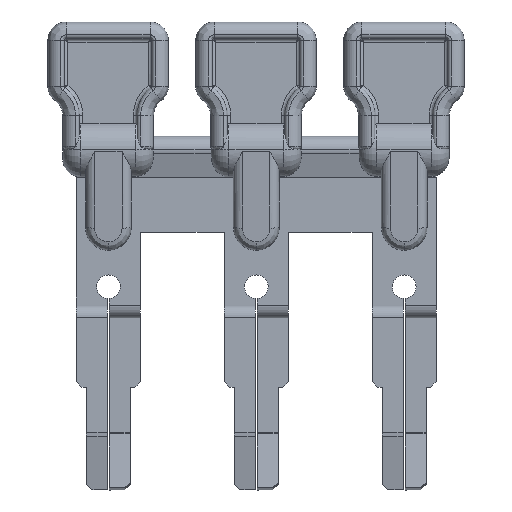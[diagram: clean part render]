
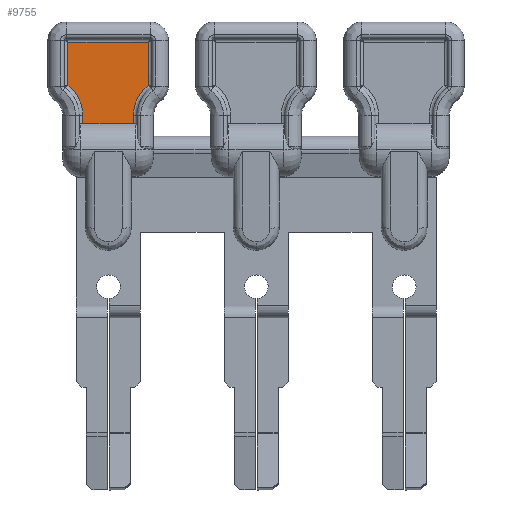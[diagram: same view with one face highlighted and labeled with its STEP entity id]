
A CAD part, top view. The second image highlights one B-rep face of the part: STEP entity #9755.
In plain terms, the highlighted planar face has unit normal (0, 0, 1).
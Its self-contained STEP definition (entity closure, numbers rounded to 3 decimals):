
#79 = VECTOR ( 'NONE', #6078, 1000. ) ;
#280 = VERTEX_POINT ( 'NONE', #7696 ) ;
#383 = EDGE_CURVE ( 'NONE', #1379, #4351, #11473, .T. ) ;
#1379 = VERTEX_POINT ( 'NONE', #12622 ) ;
#1385 = ORIENTED_EDGE ( 'NONE', *, *, #8815, .T. ) ;
#1456 = LINE ( 'NONE', #3727, #6929 ) ;
#1569 = VERTEX_POINT ( 'NONE', #18109 ) ;
#1649 = CARTESIAN_POINT ( 'NONE',  ( -117.41, 4.005, 0.8 ) ) ;
#1814 = VECTOR ( 'NONE', #12464, 1000. ) ;
#1895 = CARTESIAN_POINT ( 'NONE',  ( -116.666, 5.033, 0.8 ) ) ;
#2626 = CARTESIAN_POINT ( 'NONE',  ( -120.809, 4.834, 0.8 ) ) ;
#2765 = ORIENTED_EDGE ( 'NONE', *, *, #383, .T. ) ;
#3014 = DIRECTION ( 'NONE',  ( 0., 0., 1. ) ) ;
#3100 = CARTESIAN_POINT ( 'NONE',  ( -117.482, 3.371, 0.8 ) ) ;
#3139 = ORIENTED_EDGE ( 'NONE', *, *, #17956, .F. ) ;
#3159 = CARTESIAN_POINT ( 'NONE',  ( -116.923, 4.833, 0.8 ) ) ;
#3676 = VECTOR ( 'NONE', #15097, 1000. ) ;
#3727 = CARTESIAN_POINT ( 'NONE',  ( -115.566, 7.4, 0.8 ) ) ;
#4087 = CARTESIAN_POINT ( 'NONE',  ( -120.608, 4.588, 0.8 ) ) ;
#4273 = EDGE_LOOP ( 'NONE', ( #16670, #1385, #3139, #9266, #7130, #12229, #15724, #2765 ) ) ;
#4351 = VERTEX_POINT ( 'NONE', #8253 ) ;
#4587 = EDGE_CURVE ( 'NONE', #19015, #18086, #7901, .T. ) ;
#4794 = LINE ( 'NONE', #17528, #12155 ) ;
#4845 = VERTEX_POINT ( 'NONE', #11226 ) ;
#5186 = DIRECTION ( 'NONE',  ( -1., 0., 0. ) ) ;
#5532 = CARTESIAN_POINT ( 'NONE',  ( -120.25, 3.697, 0.8 ) ) ;
#5854 = PLANE ( 'NONE',  #14952 ) ;
#6078 = DIRECTION ( 'NONE',  ( 0., 1., 0. ) ) ;
#6337 = CARTESIAN_POINT ( 'NONE',  ( -116.666, 7.4, 0.8 ) ) ;
#6929 = VECTOR ( 'NONE', #5186, 1000. ) ;
#7130 = ORIENTED_EDGE ( 'NONE', *, *, #12340, .T. ) ;
#7291 = CARTESIAN_POINT ( 'NONE',  ( -121.066, 4., 0.8 ) ) ;
#7502 = VECTOR ( 'NONE', #7599, 1000. ) ;
#7587 = B_SPLINE_CURVE_WITH_KNOTS ( 'NONE', 3,
 ( #9886, #2626, #4087, #14369, #5532, #15830 ),
 .UNSPECIFIED., .F., .F.,
 ( 4, 2, 4 ),
 ( 0., 0.5, 1. ),
 .UNSPECIFIED. ) ;
#7599 = DIRECTION ( 'NONE',  ( 0., -1., 0. ) ) ;
#7696 = CARTESIAN_POINT ( 'NONE',  ( -117.482, 2.931, 0.8 ) ) ;
#7901 = LINE ( 'NONE', #13324, #79 ) ;
#8253 = CARTESIAN_POINT ( 'NONE',  ( -121.066, 5.033, 0.8 ) ) ;
#8815 = EDGE_CURVE ( 'NONE', #9592, #1569, #4794, .T. ) ;
#8919 = CARTESIAN_POINT ( 'NONE',  ( -117.482, 3.696, 0.8 ) ) ;
#9266 = ORIENTED_EDGE ( 'NONE', *, *, #17813, .T. ) ;
#9592 = VERTEX_POINT ( 'NONE', #9657 ) ;
#9657 = CARTESIAN_POINT ( 'NONE',  ( -120.25, 3.371, 0.8 ) ) ;
#9658 = CARTESIAN_POINT ( 'NONE',  ( -116.35, 2.931, 0.8 ) ) ;
#9755 = ADVANCED_FACE ( 'NONE', ( #18787 ), #5854, .T. ) ;
#9886 = CARTESIAN_POINT ( 'NONE',  ( -121.066, 5.033, 0.8 ) ) ;
#11226 = CARTESIAN_POINT ( 'NONE',  ( -117.482, 3.371, 0.8 ) ) ;
#11473 = LINE ( 'NONE', #7291, #7502 ) ;
#11702 = DIRECTION ( 'NONE',  ( 0., -1., 0. ) ) ;
#11921 = CARTESIAN_POINT ( 'NONE',  ( -117.124, 4.588, 0.8 ) ) ;
#12155 = VECTOR ( 'NONE', #11702, 1000. ) ;
#12229 = ORIENTED_EDGE ( 'NONE', *, *, #4587, .T. ) ;
#12340 = EDGE_CURVE ( 'NONE', #4845, #19015, #14893, .T. ) ;
#12464 = DIRECTION ( 'NONE',  ( -1., 0., 0. ) ) ;
#12622 = CARTESIAN_POINT ( 'NONE',  ( -121.066, 7.4, 0.8 ) ) ;
#13284 = DIRECTION ( 'NONE',  ( 1., 0., 0. ) ) ;
#13324 = CARTESIAN_POINT ( 'NONE',  ( -116.666, 4., 0.8 ) ) ;
#13427 = CARTESIAN_POINT ( 'NONE',  ( -116.666, 5.033, 0.8 ) ) ;
#13724 = EDGE_CURVE ( 'NONE', #18086, #1379, #1456, .T. ) ;
#14369 = CARTESIAN_POINT ( 'NONE',  ( -120.322, 4.005, 0.8 ) ) ;
#14893 = B_SPLINE_CURVE_WITH_KNOTS ( 'NONE', 3,
 ( #3100, #8919, #1649, #11921, #3159, #13427 ),
 .UNSPECIFIED., .F., .F.,
 ( 4, 2, 4 ),
 ( 0., 0.5, 1. ),
 .UNSPECIFIED. ) ;
#14952 = AXIS2_PLACEMENT_3D ( 'NONE', #19083, #3014, #13284 ) ;
#15097 = DIRECTION ( 'NONE',  ( 0., 1., 0. ) ) ;
#15384 = LINE ( 'NONE', #16562, #3676 ) ;
#15724 = ORIENTED_EDGE ( 'NONE', *, *, #13724, .T. ) ;
#15830 = CARTESIAN_POINT ( 'NONE',  ( -120.25, 3.371, 0.8 ) ) ;
#16562 = CARTESIAN_POINT ( 'NONE',  ( -117.482, 4., 0.8 ) ) ;
#16670 = ORIENTED_EDGE ( 'NONE', *, *, #17059, .T. ) ;
#16977 = LINE ( 'NONE', #9658, #1814 ) ;
#17059 = EDGE_CURVE ( 'NONE', #4351, #9592, #7587, .T. ) ;
#17528 = CARTESIAN_POINT ( 'NONE',  ( -120.25, 4., 0.8 ) ) ;
#17813 = EDGE_CURVE ( 'NONE', #280, #4845, #15384, .T. ) ;
#17956 = EDGE_CURVE ( 'NONE', #280, #1569, #16977, .T. ) ;
#18086 = VERTEX_POINT ( 'NONE', #6337 ) ;
#18109 = CARTESIAN_POINT ( 'NONE',  ( -120.25, 2.931, 0.8 ) ) ;
#18787 = FACE_OUTER_BOUND ( 'NONE', #4273, .T. ) ;
#19015 = VERTEX_POINT ( 'NONE', #1895 ) ;
#19083 = CARTESIAN_POINT ( 'NONE',  ( -115.566, 4., 0.8 ) ) ;
